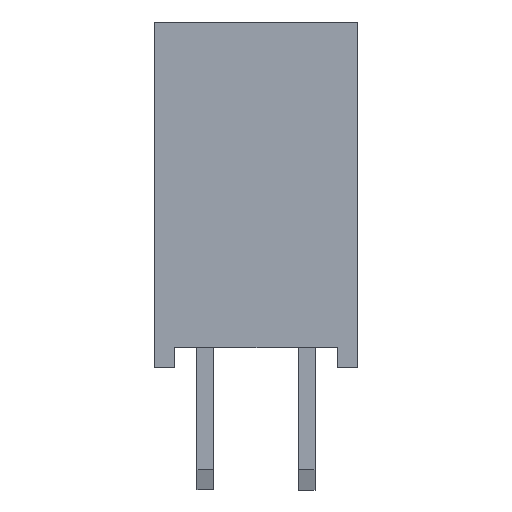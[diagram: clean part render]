
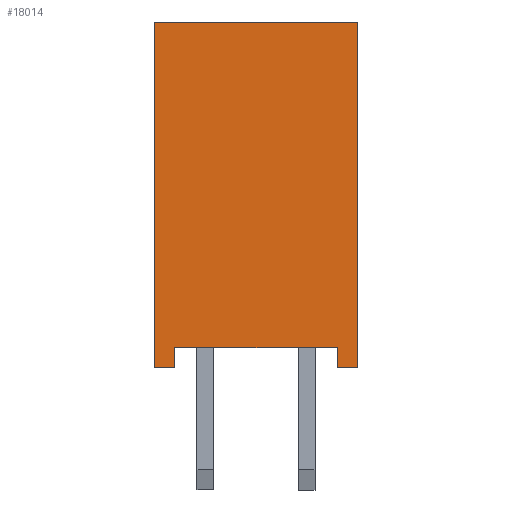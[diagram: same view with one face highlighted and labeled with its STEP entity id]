
A CAD part, left-side view. The second image highlights one B-rep face of the part: STEP entity #18014.
In plain terms, the highlighted planar face has unit normal (-1, 0, 0).
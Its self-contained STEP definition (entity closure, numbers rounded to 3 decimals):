
#576=FACE_OUTER_BOUND('',#1640,.T.);
#1640=EDGE_LOOP('',(#12785,#12786,#12787,#12788,#12789,#12790,#12791,#12792));
#2806=LINE('',#24853,#5346);
#3081=LINE('',#25402,#5621);
#3185=LINE('',#25576,#5725);
#3187=LINE('',#25580,#5727);
#3189=LINE('',#25584,#5729);
#3327=LINE('',#25860,#5867);
#3329=LINE('',#25864,#5869);
#3432=LINE('',#26036,#5972);
#5346=VECTOR('',#20170,4.);
#5621=VECTOR('',#20447,0.5);
#5725=VECTOR('',#20553,0.5);
#5727=VECTOR('',#20557,8.5);
#5729=VECTOR('',#20561,5.);
#5867=VECTOR('',#20701,8.5);
#5869=VECTOR('',#20705,0.5);
#5972=VECTOR('',#20810,0.5);
#7885=VERTEX_POINT('',#24850);
#7886=VERTEX_POINT('',#24852);
#8159=VERTEX_POINT('',#25400);
#8228=VERTEX_POINT('',#25574);
#8229=VERTEX_POINT('',#25578);
#8230=VERTEX_POINT('',#25582);
#8367=VERTEX_POINT('',#25858);
#8368=VERTEX_POINT('',#25862);
#9534=EDGE_CURVE('',#7885,#7886,#2806,.T.);
#9809=EDGE_CURVE('',#8159,#7885,#3081,.T.);
#9913=EDGE_CURVE('',#8228,#8159,#3185,.T.);
#9915=EDGE_CURVE('',#8229,#8228,#3187,.T.);
#9917=EDGE_CURVE('',#8230,#8229,#3189,.T.);
#10055=EDGE_CURVE('',#8367,#8230,#3327,.T.);
#10057=EDGE_CURVE('',#8368,#8367,#3329,.T.);
#10160=EDGE_CURVE('',#8368,#7886,#3432,.T.);
#12785=ORIENTED_EDGE('',*,*,#9809,.F.);
#12786=ORIENTED_EDGE('',*,*,#9913,.F.);
#12787=ORIENTED_EDGE('',*,*,#9915,.F.);
#12788=ORIENTED_EDGE('',*,*,#9917,.F.);
#12789=ORIENTED_EDGE('',*,*,#10055,.F.);
#12790=ORIENTED_EDGE('',*,*,#10057,.F.);
#12791=ORIENTED_EDGE('',*,*,#10160,.T.);
#12792=ORIENTED_EDGE('',*,*,#9534,.F.);
#17018=PLANE('',#19026);
#18014=ADVANCED_FACE('',(#576),#17018,.F.);
#19026=AXIS2_PLACEMENT_3D('',#26037,#20811,#20812);
#20170=DIRECTION('',(0.,0.,-1.));
#20447=DIRECTION('',(0.,1.,0.));
#20553=DIRECTION('',(0.,0.,-1.));
#20557=DIRECTION('',(0.,-1.,0.));
#20561=DIRECTION('',(0.,0.,1.));
#20701=DIRECTION('',(0.,1.,0.));
#20705=DIRECTION('',(0.,0.,-1.));
#20810=DIRECTION('',(0.,1.,0.));
#20811=DIRECTION('center_axis',(1.,0.,0.));
#20812=DIRECTION('ref_axis',(0.,0.,-1.));
#24850=CARTESIAN_POINT('',(-38.35,0.5,2.));
#24852=CARTESIAN_POINT('',(-38.35,0.5,-2.));
#24853=CARTESIAN_POINT('',(-38.35,0.5,2.));
#25400=CARTESIAN_POINT('',(-38.35,0.,2.));
#25402=CARTESIAN_POINT('',(-38.35,0.,2.));
#25574=CARTESIAN_POINT('',(-38.35,0.,2.5));
#25576=CARTESIAN_POINT('',(-38.35,0.,2.5));
#25578=CARTESIAN_POINT('',(-38.35,8.5,2.5));
#25580=CARTESIAN_POINT('',(-38.35,8.5,2.5));
#25582=CARTESIAN_POINT('',(-38.35,8.5,-2.5));
#25584=CARTESIAN_POINT('',(-38.35,8.5,-2.5));
#25858=CARTESIAN_POINT('',(-38.35,0.,-2.5));
#25860=CARTESIAN_POINT('',(-38.35,0.,-2.5));
#25862=CARTESIAN_POINT('',(-38.35,0.,-2.));
#25864=CARTESIAN_POINT('',(-38.35,0.,-2.));
#26036=CARTESIAN_POINT('',(-38.35,0.,-2.));
#26037=CARTESIAN_POINT('Origin',(-38.35,0.,0.));
